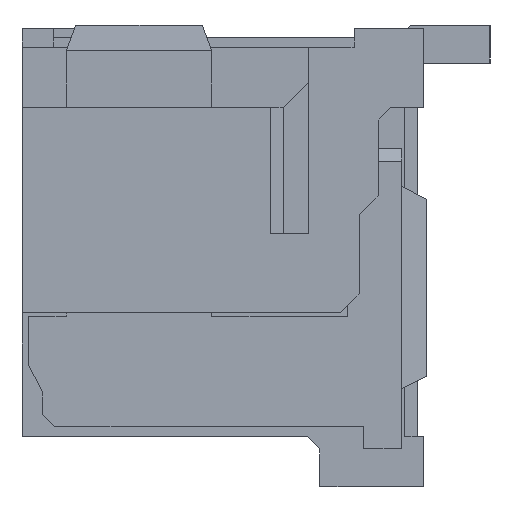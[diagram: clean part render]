
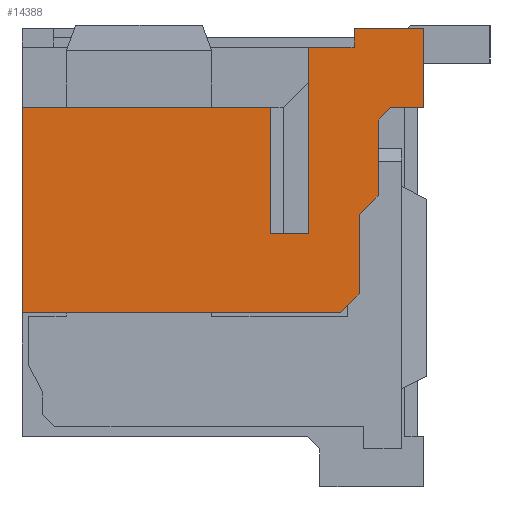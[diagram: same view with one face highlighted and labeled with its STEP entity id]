
A CAD part, left-side view. The second image highlights one B-rep face of the part: STEP entity #14388.
In plain terms, the highlighted planar face has unit normal (-1, 0, 0).
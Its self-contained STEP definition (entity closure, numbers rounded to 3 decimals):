
#3853=DIRECTION('',(0.,1.,0.));
#3854=VECTOR('',#3853,0.6);
#3855=CARTESIAN_POINT('',(-8.15,-1.93,0.82));
#3856=LINE('',#3855,#3854);
#3857=DIRECTION('',(0.,1.,0.));
#3858=VECTOR('',#3857,0.72);
#3859=CARTESIAN_POINT('',(-8.15,-2.65,3.77));
#3860=LINE('',#3859,#3858);
#3861=DIRECTION('',(0.,0.,-1.));
#3862=VECTOR('',#3861,0.3);
#3863=CARTESIAN_POINT('',(-8.15,-2.65,4.07));
#3864=LINE('',#3863,#3862);
#3865=DIRECTION('',(0.,1.,0.));
#3866=VECTOR('',#3865,1.1);
#3867=CARTESIAN_POINT('',(-8.15,-3.75,4.07));
#3868=LINE('',#3867,#3866);
#3869=DIRECTION('',(0.,0.,1.));
#3870=VECTOR('',#3869,1.25);
#3871=CARTESIAN_POINT('',(-8.15,-3.75,2.82));
#3872=LINE('',#3871,#3870);
#3873=DIRECTION('',(0.,1.,0.));
#3874=VECTOR('',#3873,0.52);
#3875=CARTESIAN_POINT('',(-8.15,-3.75,2.82));
#3876=LINE('',#3875,#3874);
#3877=DIRECTION('',(0.,0.707,-0.707));
#3878=VECTOR('',#3877,0.283);
#3879=CARTESIAN_POINT('',(-8.15,-3.23,2.82));
#3880=LINE('',#3879,#3878);
#3881=DIRECTION('',(0.,0.,-1.));
#3882=VECTOR('',#3881,1.2);
#3883=CARTESIAN_POINT('',(-8.15,-3.03,2.62));
#3884=LINE('',#3883,#3882);
#3885=DIRECTION('',(0.,0.707,-0.707));
#3886=VECTOR('',#3885,0.424);
#3887=CARTESIAN_POINT('',(-8.15,-3.03,1.42));
#3888=LINE('',#3887,#3886);
#3889=DIRECTION('',(0.,0.,-1.));
#3890=VECTOR('',#3889,1.25);
#3891=CARTESIAN_POINT('',(-8.15,-2.73,1.12));
#3892=LINE('',#3891,#3890);
#3893=DIRECTION('',(0.,0.707,-0.707));
#3894=VECTOR('',#3893,0.424);
#3895=CARTESIAN_POINT('',(-8.15,-2.73,-0.13));
#3896=LINE('',#3895,#3894);
#3897=DIRECTION('',(0.,-1.,0.));
#3898=VECTOR('',#3897,5.03);
#3899=CARTESIAN_POINT('',(-8.15,2.6,-0.43));
#3900=LINE('',#3899,#3898);
#3901=DIRECTION('',(0.,0.,-1.));
#3902=VECTOR('',#3901,3.25);
#3903=CARTESIAN_POINT('',(-8.15,2.6,2.82));
#3904=LINE('',#3903,#3902);
#3905=DIRECTION('',(0.,-1.,0.));
#3906=VECTOR('',#3905,3.93);
#3907=CARTESIAN_POINT('',(-8.15,2.6,2.82));
#3908=LINE('',#3907,#3906);
#3909=DIRECTION('',(0.,0.,1.));
#3910=VECTOR('',#3909,2.);
#3911=CARTESIAN_POINT('',(-8.15,-1.33,0.82));
#3912=LINE('',#3911,#3910);
#3913=DIRECTION('',(0.,0.,-1.));
#3914=VECTOR('',#3913,2.95);
#3915=CARTESIAN_POINT('',(-8.15,-1.93,3.77));
#3916=LINE('',#3915,#3914);
#7515=CARTESIAN_POINT('',(-8.15,-3.75,4.07));
#7516=CARTESIAN_POINT('',(-8.15,-2.65,4.07));
#7517=VERTEX_POINT('',#7515);
#7518=VERTEX_POINT('',#7516);
#7519=CARTESIAN_POINT('',(-8.15,-2.65,3.77));
#7520=VERTEX_POINT('',#7519);
#7525=CARTESIAN_POINT('',(-8.15,-3.75,2.82));
#7526=CARTESIAN_POINT('',(-8.15,-3.23,2.82));
#7527=VERTEX_POINT('',#7525);
#7528=VERTEX_POINT('',#7526);
#7529=CARTESIAN_POINT('',(-8.15,-3.03,2.62));
#7530=VERTEX_POINT('',#7529);
#7531=CARTESIAN_POINT('',(-8.15,-3.03,1.42));
#7532=VERTEX_POINT('',#7531);
#7533=CARTESIAN_POINT('',(-8.15,-2.73,1.12));
#7534=VERTEX_POINT('',#7533);
#7535=CARTESIAN_POINT('',(-8.15,-2.73,-0.13));
#7536=VERTEX_POINT('',#7535);
#7537=CARTESIAN_POINT('',(-8.15,-2.43,-0.43));
#7538=VERTEX_POINT('',#7537);
#7539=CARTESIAN_POINT('',(-8.15,2.6,-0.43));
#7540=VERTEX_POINT('',#7539);
#7551=CARTESIAN_POINT('',(-8.15,-1.93,3.77));
#7553=VERTEX_POINT('',#7551);
#7561=CARTESIAN_POINT('',(-8.15,2.6,2.82));
#7562=VERTEX_POINT('',#7561);
#9019=CARTESIAN_POINT('',(-8.15,-1.93,0.82));
#9020=CARTESIAN_POINT('',(-8.15,-1.33,0.82));
#9021=VERTEX_POINT('',#9019);
#9022=VERTEX_POINT('',#9020);
#9023=CARTESIAN_POINT('',(-8.15,-1.33,2.82));
#9024=VERTEX_POINT('',#9023);
#14359=CARTESIAN_POINT('',(-8.15,0.,0.445));
#14360=DIRECTION('',(-1.,0.,0.));
#14361=DIRECTION('',(0.,0.,1.));
#14362=AXIS2_PLACEMENT_3D('',#14359,#14360,#14361);
#14363=PLANE('',#14362);
#14364=ORIENTED_EDGE('',*,*,#9965,.F.);
#14366=ORIENTED_EDGE('',*,*,#14365,.F.);
#14367=ORIENTED_EDGE('',*,*,#13716,.F.);
#14369=ORIENTED_EDGE('',*,*,#14368,.F.);
#14371=ORIENTED_EDGE('',*,*,#14370,.F.);
#14372=ORIENTED_EDGE('',*,*,#10712,.F.);
#14374=ORIENTED_EDGE('',*,*,#14373,.T.);
#14375=ORIENTED_EDGE('',*,*,#14297,.T.);
#14376=ORIENTED_EDGE('',*,*,#14312,.T.);
#14377=ORIENTED_EDGE('',*,*,#14326,.T.);
#14378=ORIENTED_EDGE('',*,*,#14340,.T.);
#14379=ORIENTED_EDGE('',*,*,#14353,.T.);
#14380=ORIENTED_EDGE('',*,*,#14235,.F.);
#14381=ORIENTED_EDGE('',*,*,#13562,.F.);
#14383=ORIENTED_EDGE('',*,*,#14382,.T.);
#14385=ORIENTED_EDGE('',*,*,#14384,.F.);
#14386=EDGE_LOOP('',(#14364,#14366,#14367,#14369,#14371,#14372,#14374,#14375,
#14376,#14377,#14378,#14379,#14380,#14381,#14383,#14385));
#14387=FACE_OUTER_BOUND('',#14386,.F.);
#14388=ADVANCED_FACE('',(#14387),#14363,.T.);
#9965=EDGE_CURVE('',#9021,#9022,#3856,.T.);
#10712=EDGE_CURVE('',#7527,#7517,#3872,.T.);
#13562=EDGE_CURVE('',#7562,#7540,#3904,.T.);
#13716=EDGE_CURVE('',#7520,#7553,#3860,.T.);
#14235=EDGE_CURVE('',#7540,#7538,#3900,.T.);
#14297=EDGE_CURVE('',#7528,#7530,#3880,.T.);
#14312=EDGE_CURVE('',#7530,#7532,#3884,.T.);
#14326=EDGE_CURVE('',#7532,#7534,#3888,.T.);
#14340=EDGE_CURVE('',#7534,#7536,#3892,.T.);
#14353=EDGE_CURVE('',#7536,#7538,#3896,.T.);
#14365=EDGE_CURVE('',#7553,#9021,#3916,.T.);
#14368=EDGE_CURVE('',#7518,#7520,#3864,.T.);
#14370=EDGE_CURVE('',#7517,#7518,#3868,.T.);
#14373=EDGE_CURVE('',#7527,#7528,#3876,.T.);
#14382=EDGE_CURVE('',#7562,#9024,#3908,.T.);
#14384=EDGE_CURVE('',#9022,#9024,#3912,.T.);
